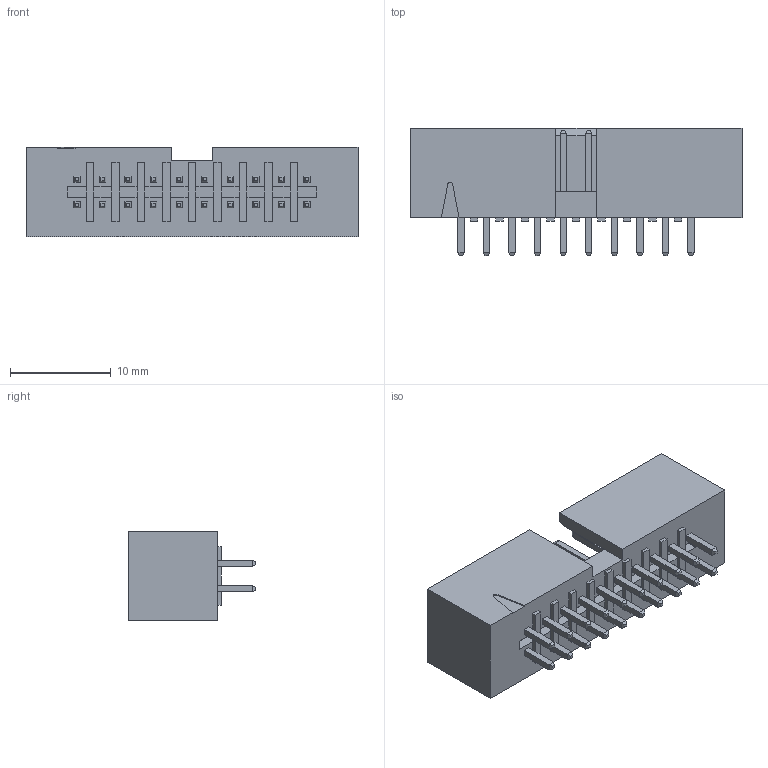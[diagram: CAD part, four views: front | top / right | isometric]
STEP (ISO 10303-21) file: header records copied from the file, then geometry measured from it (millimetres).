
FILE_DESCRIPTION((''),'2;1');
FILE_NAME('878342019','2010-09-15T',('gga'),(''),'PRO/ENGINEER BY PARAMETRIC TECHNOLOGY CORPORATION, 2003451','PRO/ENGINEER BY PARAMETRIC TECHNOLOGY CORPORATION, 2003451','');
FILE_SCHEMA(('CONFIG_CONTROL_DESIGN'));
Length unit declared in the file: millimetre
Products named in the file (1): 878342019
Bounding box: 33.02 x 12.7 x 8.89 mm (x, y, z)
Volume: 1394.8 mm3; surface area: 2337 mm2
Topology: 1 solids, 1 shells, 452 faces, 1115 edges, 688 vertices
Faces by surface type: plane 443, cylinder 5, cone 4
Entity records: 12888 total; most frequent: CARTESIAN_POINT 2216, ORIENTED_EDGE 2150, DIRECTION 2075, EDGE_CURVE 1075, VECTOR 1061, LINE 1061, VERTEX_POINT 648, AXIS2_PLACEMENT_3D 507
